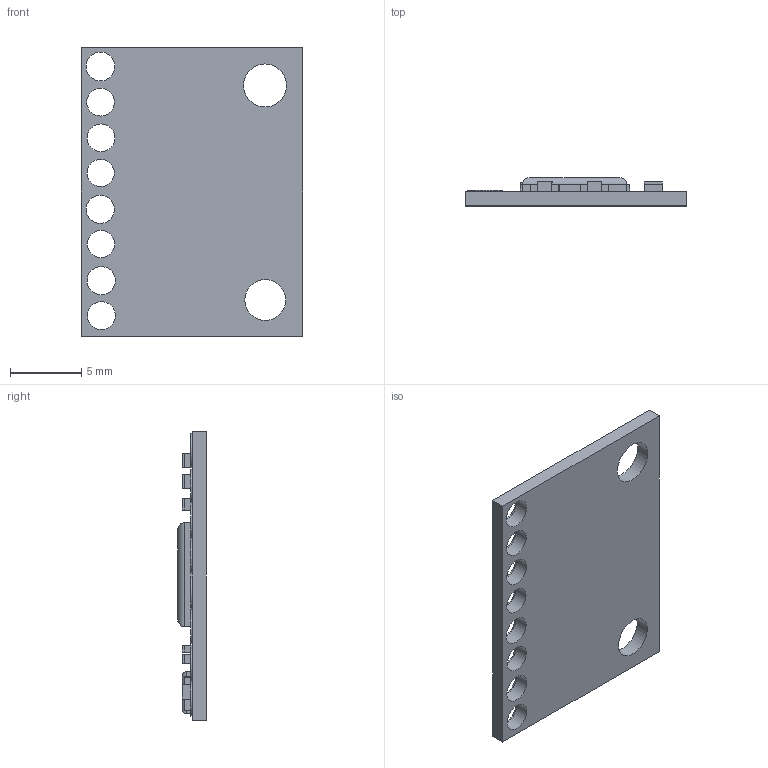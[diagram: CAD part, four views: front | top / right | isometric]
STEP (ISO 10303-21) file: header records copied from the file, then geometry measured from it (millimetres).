
FILE_DESCRIPTION(/* description */ (''),/* implementation_level */ '2;1');
FILE_NAME(/* name */ 'MPU6050 v2.step',/* time_stamp */ '2024-03-02T03:05:44+05:30',/* author */ (''),/* organization */ (''),/* preprocessor_version */ 'ST-DEVELOPER v20',/* originating_system */ 'Autodesk Translation Framework v12.20.1.177',/* authorisation */ '');
FILE_SCHEMA (('AUTOMOTIVE_DESIGN { 1 0 10303 214 3 1 1 }'));
Length unit declared in the file: millimetre
Products named in the file (1): MPU6050
Bounding box: 15.56 x 2 x 20.26 mm (x, y, z)
Volume: 351.2 mm3; surface area: 1005.8 mm2
Topology: 52 solids, 52 shells, 314 faces, 622 edges, 412 vertices
Faces by surface type: plane 280, cylinder 34
Full cylindrical faces by diameter (mm): 1.907 x2, 1.913 x2, 1.947 x2, 1.957 x2, 1.959 x2, 1.978 x2, 1.981 x2, 2.02 x2, 2.307 x1, 2.313 x1, 2.347 x1, 2.357 x1, 2.359 x1, 2.378 x1, 2.381 x1, 2.42 x1, 2.865 x1, 3.017 x1
Entity records: 8044 total; most frequent: CARTESIAN_POINT 1349, DIRECTION 1312, ORIENTED_EDGE 1244, EDGE_CURVE 622, LINE 562, VECTOR 562, VERTEX_POINT 412, AXIS2_PLACEMENT_3D 375
